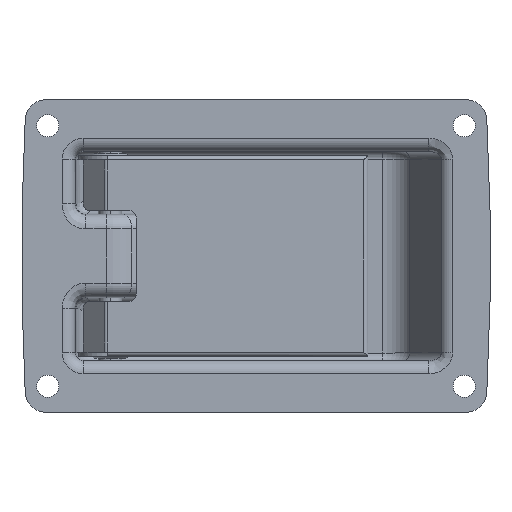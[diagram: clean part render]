
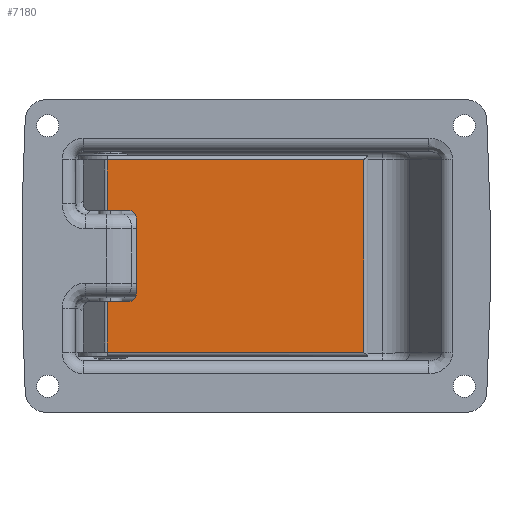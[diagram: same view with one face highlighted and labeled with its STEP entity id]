
A CAD part, top view. The second image highlights one B-rep face of the part: STEP entity #7180.
In plain terms, the highlighted face is planar.
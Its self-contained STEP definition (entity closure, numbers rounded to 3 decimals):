
#104 = EDGE_CURVE ( 'NONE', #5693, #12135, #13080, .T. ) ;
#109 = EDGE_CURVE ( 'NONE', #6515, #10423, #8708, .T. ) ;
#232 = AXIS2_PLACEMENT_3D ( 'NONE', #5866, #2679, #12233 ) ;
#345 = CIRCLE ( 'NONE', #1310, 3. ) ;
#364 = CARTESIAN_POINT ( 'NONE',  ( -1.208, 36.9, -15.1 ) ) ;
#471 = CARTESIAN_POINT ( 'NONE',  ( -1.208, -36.9, -15.1 ) ) ;
#586 = EDGE_CURVE ( 'NONE', #4123, #5693, #3976, .T. ) ;
#963 = EDGE_CURVE ( 'NONE', #1894, #6515, #7337, .T. ) ;
#1024 = CARTESIAN_POINT ( 'NONE',  ( 10., -14.5, -15.1 ) ) ;
#1288 = VERTEX_POINT ( 'NONE', #5673 ) ;
#1310 = AXIS2_PLACEMENT_3D ( 'NONE', #8244, #3935, #2886 ) ;
#1398 = CARTESIAN_POINT ( 'NONE',  ( -1.208, -17.5, -15.1 ) ) ;
#1504 = CARTESIAN_POINT ( 'NONE',  ( -10.356, -17.5, -15.1 ) ) ;
#1531 = DIRECTION ( 'NONE',  ( -1., 0., 0. ) ) ;
#1748 = VECTOR ( 'NONE', #12213, 1000. ) ;
#1894 = VERTEX_POINT ( 'NONE', #6997 ) ;
#2004 = ORIENTED_EDGE ( 'NONE', *, *, #8228, .T. ) ;
#2327 = AXIS2_PLACEMENT_3D ( 'NONE', #12296, #12174, #8023 ) ;
#2679 = DIRECTION ( 'NONE',  ( 0., 0., -1. ) ) ;
#2786 = VECTOR ( 'NONE', #11579, 1000. ) ;
#2886 = DIRECTION ( 'NONE',  ( -1., 0., 0. ) ) ;
#3040 = ORIENTED_EDGE ( 'NONE', *, *, #11421, .T. ) ;
#3325 = VECTOR ( 'NONE', #5845, 1000. ) ;
#3435 = VECTOR ( 'NONE', #9028, 1000. ) ;
#3771 = ORIENTED_EDGE ( 'NONE', *, *, #109, .T. ) ;
#3916 = EDGE_CURVE ( 'NONE', #1288, #13831, #5730, .T. ) ;
#3935 = DIRECTION ( 'NONE',  ( 0., 0., 1. ) ) ;
#3976 = CIRCLE ( 'NONE', #2327, 3. ) ;
#4123 = VERTEX_POINT ( 'NONE', #6364 ) ;
#4336 = ORIENTED_EDGE ( 'NONE', *, *, #3916, .T. ) ;
#4436 = LINE ( 'NONE', #1504, #3435 ) ;
#4610 = ORIENTED_EDGE ( 'NONE', *, *, #4870, .T. ) ;
#4804 = CARTESIAN_POINT ( 'NONE',  ( 97.395, -36.9, -15.1 ) ) ;
#4830 = DIRECTION ( 'NONE',  ( 0., 1., 0. ) ) ;
#4837 = ORIENTED_EDGE ( 'NONE', *, *, #586, .T. ) ;
#4848 = VECTOR ( 'NONE', #7872, 1000. ) ;
#4870 = EDGE_CURVE ( 'NONE', #9092, #1894, #9652, .T. ) ;
#5274 = CARTESIAN_POINT ( 'NONE',  ( 97.395, 36.9, -15.1 ) ) ;
#5394 = VECTOR ( 'NONE', #13884, 1000. ) ;
#5673 = CARTESIAN_POINT ( 'NONE',  ( 7., 17.5, -15.1 ) ) ;
#5693 = VERTEX_POINT ( 'NONE', #1024 ) ;
#5730 = LINE ( 'NONE', #10585, #5394 ) ;
#5845 = DIRECTION ( 'NONE',  ( 0., 1., 0. ) ) ;
#5866 = CARTESIAN_POINT ( 'NONE',  ( -1.871, 36.9, -15.1 ) ) ;
#6100 = ORIENTED_EDGE ( 'NONE', *, *, #104, .T. ) ;
#6364 = CARTESIAN_POINT ( 'NONE',  ( 7., -17.5, -15.1 ) ) ;
#6515 = VERTEX_POINT ( 'NONE', #4804 ) ;
#6903 = FACE_OUTER_BOUND ( 'NONE', #12467, .T. ) ;
#6997 = CARTESIAN_POINT ( 'NONE',  ( 97.395, 36.9, -15.1 ) ) ;
#7163 = ORIENTED_EDGE ( 'NONE', *, *, #963, .T. ) ;
#7180 = ADVANCED_FACE ( 'NONE', ( #6903 ), #10145, .T. ) ;
#7337 = LINE ( 'NONE', #5274, #2786 ) ;
#7400 = CARTESIAN_POINT ( 'NONE',  ( -1.208, 36.9, -15.1 ) ) ;
#7543 = CARTESIAN_POINT ( 'NONE',  ( -1.208, 17.5, -15.1 ) ) ;
#7872 = DIRECTION ( 'NONE',  ( 0., 1., 0. ) ) ;
#7882 = CARTESIAN_POINT ( 'NONE',  ( 97.395, 36.9, -15.1 ) ) ;
#7907 = EDGE_CURVE ( 'NONE', #12135, #1288, #345, .T. ) ;
#8023 = DIRECTION ( 'NONE',  ( -1., 0., 0. ) ) ;
#8037 = CARTESIAN_POINT ( 'NONE',  ( 10., 14.5, -15.1 ) ) ;
#8056 = LINE ( 'NONE', #364, #4848 ) ;
#8228 = EDGE_CURVE ( 'NONE', #8680, #4123, #4436, .T. ) ;
#8244 = CARTESIAN_POINT ( 'NONE',  ( 7., 14.5, -15.1 ) ) ;
#8265 = EDGE_CURVE ( 'NONE', #10423, #8680, #11497, .T. ) ;
#8460 = VECTOR ( 'NONE', #4830, 1000. ) ;
#8680 = VERTEX_POINT ( 'NONE', #1398 ) ;
#8708 = LINE ( 'NONE', #471, #9182 ) ;
#9028 = DIRECTION ( 'NONE',  ( 1., 0., 0. ) ) ;
#9092 = VERTEX_POINT ( 'NONE', #7400 ) ;
#9182 = VECTOR ( 'NONE', #1531, 1000. ) ;
#9188 = CARTESIAN_POINT ( 'NONE',  ( 10., 17.5, -15.1 ) ) ;
#9618 = CARTESIAN_POINT ( 'NONE',  ( -1.208, -36.9, -15.1 ) ) ;
#9652 = LINE ( 'NONE', #7882, #1748 ) ;
#10093 = CARTESIAN_POINT ( 'NONE',  ( -1.208, 36.9, -15.1 ) ) ;
#10145 = PLANE ( 'NONE',  #232 ) ;
#10284 = ORIENTED_EDGE ( 'NONE', *, *, #8265, .T. ) ;
#10423 = VERTEX_POINT ( 'NONE', #9618 ) ;
#10585 = CARTESIAN_POINT ( 'NONE',  ( -10.356, 17.5, -15.1 ) ) ;
#11421 = EDGE_CURVE ( 'NONE', #13831, #9092, #8056, .T. ) ;
#11497 = LINE ( 'NONE', #10093, #8460 ) ;
#11579 = DIRECTION ( 'NONE',  ( 0., -1., 0. ) ) ;
#12135 = VERTEX_POINT ( 'NONE', #8037 ) ;
#12174 = DIRECTION ( 'NONE',  ( 0., 0., 1. ) ) ;
#12213 = DIRECTION ( 'NONE',  ( 1., 0., 0. ) ) ;
#12233 = DIRECTION ( 'NONE',  ( -1., 0., 0. ) ) ;
#12296 = CARTESIAN_POINT ( 'NONE',  ( 7., -14.5, -15.1 ) ) ;
#12467 = EDGE_LOOP ( 'NONE', ( #6100, #13918, #4336, #3040, #4610, #7163, #3771, #10284, #2004, #4837 ) ) ;
#13080 = LINE ( 'NONE', #9188, #3325 ) ;
#13831 = VERTEX_POINT ( 'NONE', #7543 ) ;
#13884 = DIRECTION ( 'NONE',  ( -1., 0., 0. ) ) ;
#13918 = ORIENTED_EDGE ( 'NONE', *, *, #7907, .T. ) ;
